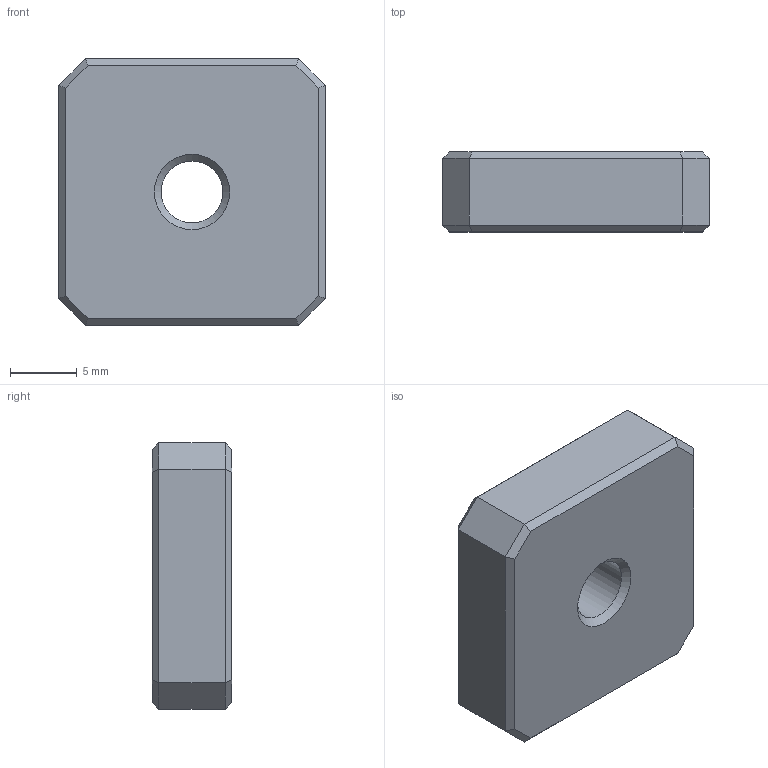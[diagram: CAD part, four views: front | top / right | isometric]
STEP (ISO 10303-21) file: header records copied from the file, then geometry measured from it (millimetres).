
FILE_DESCRIPTION (( 'STEP AP214' ), '1' );
FILE_NAME ('DIY Height Gauge.STEP', '2025-06-07T19:58:10', ( '' ), ( '' ), 'SwSTEP 2.0', 'SolidWorks 2023', '' );
FILE_SCHEMA (( 'AUTOMOTIVE_DESIGN' ));
Length unit declared in the file: millimetre
Products named in the file (1): DIY Height Gauge
Bounding box: 20 x 6 x 20 mm (x, y, z)
Volume: 2227.6 mm3; surface area: 1236.9 mm2
Topology: 1 solids, 1 shells, 29 faces, 63 edges, 36 vertices
Faces by surface type: plane 26, cone 2, cylinder 1
Full cylindrical faces by diameter (mm): 4.65 x1
Entity records: 769 total; most frequent: CARTESIAN_POINT 126, DIRECTION 124, ORIENTED_EDGE 120, EDGE_CURVE 60, LINE 56, VECTOR 56, VERTEX_POINT 36, AXIS2_PLACEMENT_3D 34
